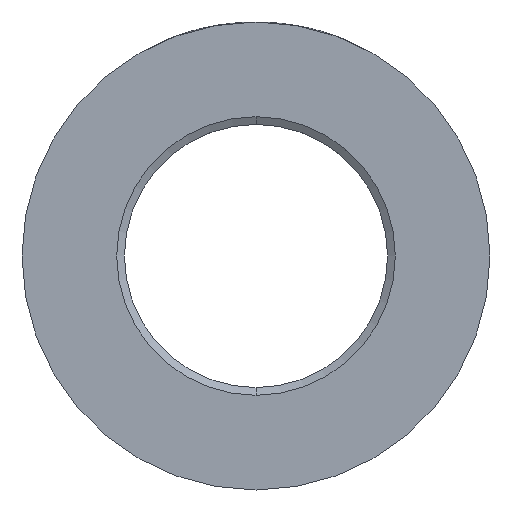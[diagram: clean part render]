
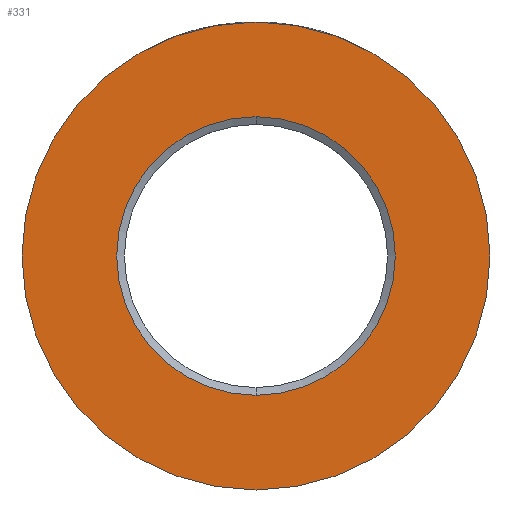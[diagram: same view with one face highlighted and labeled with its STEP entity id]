
A CAD part, front view. The second image highlights one B-rep face of the part: STEP entity #331.
In plain terms, the highlighted planar face has unit normal (0, -1, 0).
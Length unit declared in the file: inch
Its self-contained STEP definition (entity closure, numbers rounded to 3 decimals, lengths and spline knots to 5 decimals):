
#3 = CIRCLE ( 'NONE', #202, 0.125 ) ;
#11 = EDGE_CURVE ( 'NONE', #709, #34, #186, .T. ) ;
#22 = DIRECTION ( 'NONE',  ( 0., 0., -1. ) ) ;
#23 = DIRECTION ( 'NONE',  ( 0., -1., 0. ) ) ;
#27 = CARTESIAN_POINT ( 'NONE',  ( 0., 0., -0.21 ) ) ;
#28 = CARTESIAN_POINT ( 'NONE',  ( 0., 0., 0. ) ) ;
#34 = VERTEX_POINT ( 'NONE', #27 ) ;
#57 = DIRECTION ( 'NONE',  ( 0., -1., 0. ) ) ;
#79 = EDGE_CURVE ( 'NONE', #34, #709, #356, .T. ) ;
#120 = EDGE_CURVE ( 'NONE', #778, #363, #3, .T. ) ;
#186 = CIRCLE ( 'NONE', #474, 0.21 ) ;
#202 = AXIS2_PLACEMENT_3D ( 'NONE', #495, #57, #439 ) ;
#271 = AXIS2_PLACEMENT_3D ( 'NONE', #308, #304, #274 ) ;
#274 = DIRECTION ( 'NONE',  ( 0., 0., 1. ) ) ;
#304 = DIRECTION ( 'NONE',  ( 0., 1., 0. ) ) ;
#308 = CARTESIAN_POINT ( 'NONE',  ( 0., 0., 0. ) ) ;
#310 = AXIS2_PLACEMENT_3D ( 'NONE', #28, #23, #22 ) ;
#330 = CIRCLE ( 'NONE', #310, 0.125 ) ;
#331 = ADVANCED_FACE ( 'NONE', ( #496, #766 ), #579, .F. ) ;
#346 = EDGE_LOOP ( 'NONE', ( #755, #539 ) ) ;
#356 = CIRCLE ( 'NONE', #271, 0.21 ) ;
#357 = CARTESIAN_POINT ( 'NONE',  ( 0., 0., -0.125 ) ) ;
#363 = VERTEX_POINT ( 'NONE', #415 ) ;
#376 = CARTESIAN_POINT ( 'NONE',  ( 0., 0., 0.21 ) ) ;
#414 = DIRECTION ( 'NONE',  ( 0., 1., 0. ) ) ;
#415 = CARTESIAN_POINT ( 'NONE',  ( 0., 0., 0.125 ) ) ;
#416 = AXIS2_PLACEMENT_3D ( 'NONE', #591, #624, #576 ) ;
#431 = EDGE_CURVE ( 'NONE', #363, #778, #330, .T. ) ;
#439 = DIRECTION ( 'NONE',  ( 0., 0., -1. ) ) ;
#474 = AXIS2_PLACEMENT_3D ( 'NONE', #581, #414, #761 ) ;
#477 = ORIENTED_EDGE ( 'NONE', *, *, #120, .F. ) ;
#495 = CARTESIAN_POINT ( 'NONE',  ( 0., 0., 0. ) ) ;
#496 = FACE_BOUND ( 'NONE', #548, .T. ) ;
#539 = ORIENTED_EDGE ( 'NONE', *, *, #11, .F. ) ;
#546 = ORIENTED_EDGE ( 'NONE', *, *, #431, .F. ) ;
#548 = EDGE_LOOP ( 'NONE', ( #477, #546 ) ) ;
#576 = DIRECTION ( 'NONE',  ( 0., 0., 1. ) ) ;
#579 = PLANE ( 'NONE',  #416 ) ;
#581 = CARTESIAN_POINT ( 'NONE',  ( 0., 0., 0. ) ) ;
#591 = CARTESIAN_POINT ( 'NONE',  ( 0., 0., 0. ) ) ;
#624 = DIRECTION ( 'NONE',  ( 0., 1., 0. ) ) ;
#709 = VERTEX_POINT ( 'NONE', #376 ) ;
#755 = ORIENTED_EDGE ( 'NONE', *, *, #79, .F. ) ;
#761 = DIRECTION ( 'NONE',  ( 0., 0., 1. ) ) ;
#766 = FACE_OUTER_BOUND ( 'NONE', #346, .T. ) ;
#778 = VERTEX_POINT ( 'NONE', #357 ) ;
